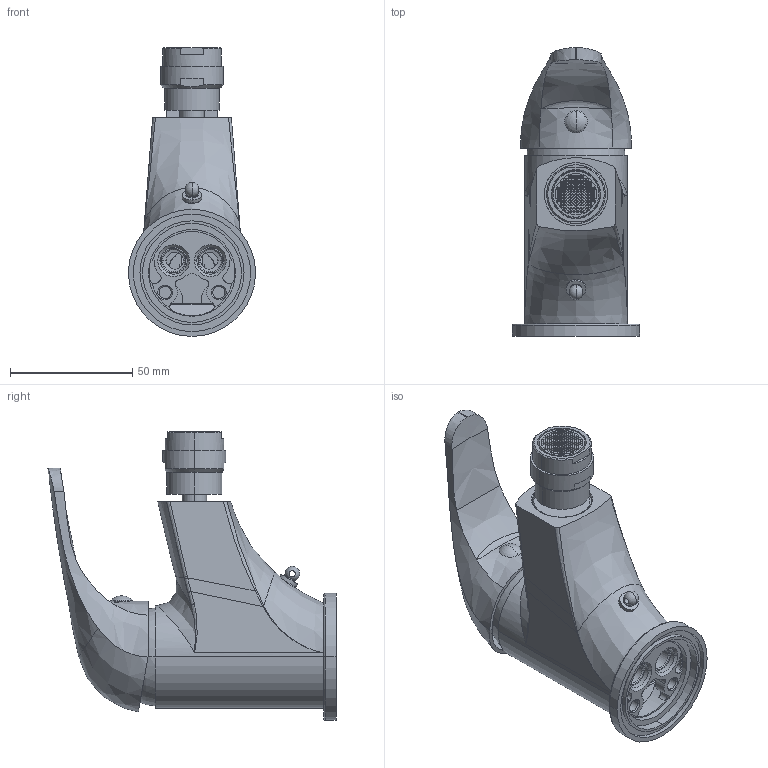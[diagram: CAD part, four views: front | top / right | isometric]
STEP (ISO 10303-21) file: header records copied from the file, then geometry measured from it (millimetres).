
FILE_DESCRIPTION((''),'2;1');
FILE_NAME('APM3131CR','2021-10-14T16:29:23',('ut3'),('PAFFONI SpA'),'CREO PARAMETRIC BY PTC INC, 2020044','CREO PARAMETRIC BY PTC INC, 2020044','');
FILE_SCHEMA(('CONFIG_CONTROL_DESIGN','SHAPE_APPEARANCE_LAYERS_GROUPS'));
Length unit declared in the file: millimetre
Products named in the file (1): APM3131CR
Bounding box: 52 x 118 x 118.2 mm (x, y, z)
Volume: 112091.9 mm3; surface area: 79398.8 mm2
Topology: 2 solids, 2 shells, 2670 faces, 7759 edges, 5058 vertices
Faces by surface type: plane 2042, cylinder 352, torus 102, bspline 86, cone 70, sphere 14, extrusion 4
Entity records: 108572 total; most frequent: CARTESIAN_POINT 26568, ORIENTED_EDGE 15490, DIRECTION 14337, EDGE_CURVE 7745, VECTOR 5083, LINE 5079, VERTEX_POINT 5058, AXIS2_PLACEMENT_3D 4627
